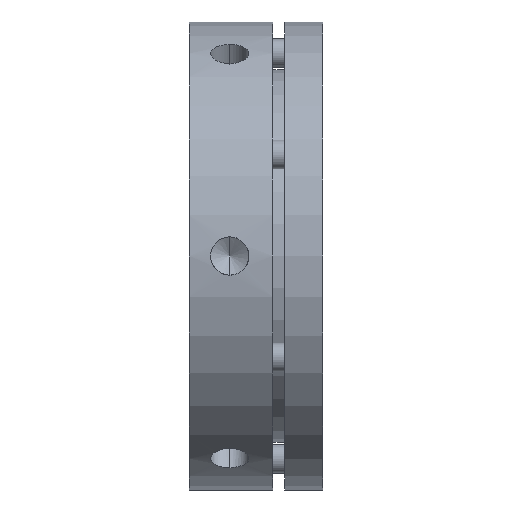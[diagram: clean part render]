
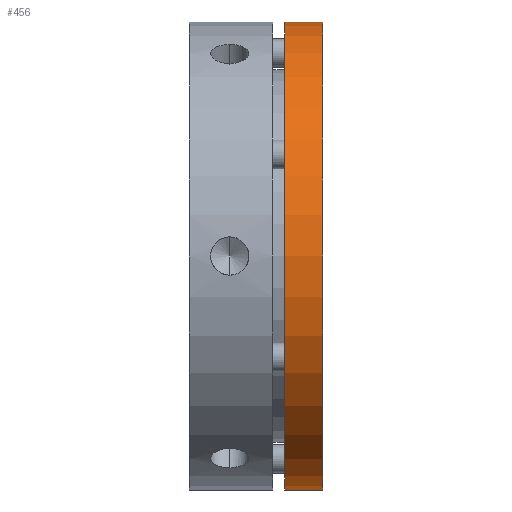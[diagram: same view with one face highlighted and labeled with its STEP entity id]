
A CAD part, front view. The second image highlights one B-rep face of the part: STEP entity #456.
In plain terms, the highlighted cylindrical face has radius 49 mm (diameter 98 mm), a partial arc.
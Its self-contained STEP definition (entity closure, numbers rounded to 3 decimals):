
#17 = EDGE_CURVE ( 'NONE', #844, #847, #1700, .T. ) ;
#19 = EDGE_CURVE ( 'NONE', #841, #848, #1703, .T. ) ;
#109 = EDGE_CURVE ( 'NONE', #848, #847, #1836, .T. ) ;
#117 = EDGE_CURVE ( 'NONE', #844, #841, #1844, .T. ) ;
#179 = DIRECTION ( 'NONE',  ( 1., 0., 0. ) ) ;
#180 = CARTESIAN_POINT ( 'NONE',  ( 14., 0., -49. ) ) ;
#181 = DIRECTION ( 'NONE',  ( 1., 0., 0. ) ) ;
#182 = CARTESIAN_POINT ( 'NONE',  ( 14., 0., 49. ) ) ;
#456 = ADVANCED_FACE ( 'NONE', ( #3035 ), #3039, .T. ) ;
#841 = VERTEX_POINT ( 'NONE', #4177 ) ;
#844 = VERTEX_POINT ( 'NONE', #4180 ) ;
#847 = VERTEX_POINT ( 'NONE', #4183 ) ;
#848 = VERTEX_POINT ( 'NONE', #4184 ) ;
#1274 = EDGE_LOOP ( 'NONE', ( #1455, #1456, #1457, #1458 ) ) ;
#1455 = ORIENTED_EDGE ( 'NONE', *, *, #17, .F. ) ;
#1456 = ORIENTED_EDGE ( 'NONE', *, *, #117, .T. ) ;
#1457 = ORIENTED_EDGE ( 'NONE', *, *, #19, .T. ) ;
#1458 = ORIENTED_EDGE ( 'NONE', *, *, #109, .T. ) ;
#1700 = LINE ( 'NONE', #182, #1705 ) ;
#1703 = LINE ( 'NONE', #180, #1709 ) ;
#1705 = VECTOR ( 'NONE', #179, 1000. ) ;
#1709 = VECTOR ( 'NONE', #181, 1000. ) ;
#1836 = CIRCLE ( 'NONE', #4509, 49. ) ;
#1844 = CIRCLE ( 'NONE', #4517, 49. ) ;
#2020 = CARTESIAN_POINT ( 'NONE',  ( 28., 0., 0. ) ) ;
#2021 = DIRECTION ( 'NONE',  ( -1., 0., 0. ) ) ;
#2022 = DIRECTION ( 'NONE',  ( 0., 0., -1. ) ) ;
#2049 = CARTESIAN_POINT ( 'NONE',  ( 20., 0., 0. ) ) ;
#2050 = DIRECTION ( 'NONE',  ( 1., 0., 0. ) ) ;
#2051 = DIRECTION ( 'NONE',  ( 0., 0., -1. ) ) ;
#2298 = DIRECTION ( 'NONE',  ( 0., 0., -1. ) ) ;
#2304 = DIRECTION ( 'NONE',  ( 1., 0., 0. ) ) ;
#2306 = CARTESIAN_POINT ( 'NONE',  ( 14., 0., 0. ) ) ;
#3035 = FACE_OUTER_BOUND ( 'NONE', #1274, .T. ) ;
#3039 = CYLINDRICAL_SURFACE ( 'NONE', #4583, 49. ) ;
#4177 = CARTESIAN_POINT ( 'NONE',  ( 20., 0., -49. ) ) ;
#4180 = CARTESIAN_POINT ( 'NONE',  ( 20., 0., 49. ) ) ;
#4183 = CARTESIAN_POINT ( 'NONE',  ( 28., 0., 49. ) ) ;
#4184 = CARTESIAN_POINT ( 'NONE',  ( 28., 0., -49. ) ) ;
#4509 = AXIS2_PLACEMENT_3D ( 'NONE', #2020, #2021, #2022 ) ;
#4517 = AXIS2_PLACEMENT_3D ( 'NONE', #2049, #2050, #2051 ) ;
#4583 = AXIS2_PLACEMENT_3D ( 'NONE', #2306, #2304, #2298 ) ;
